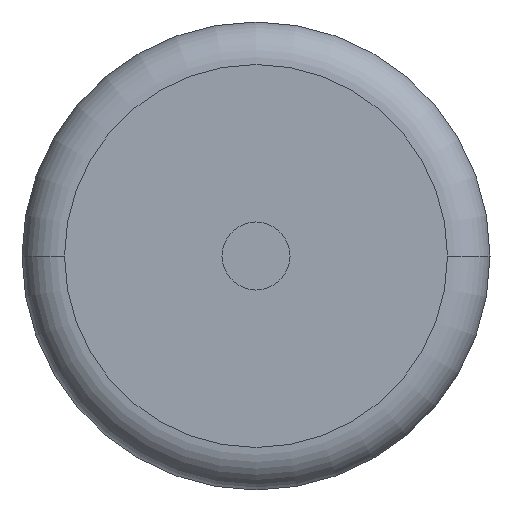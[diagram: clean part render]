
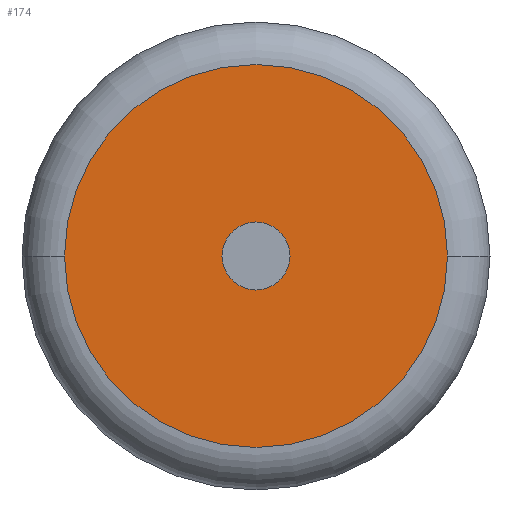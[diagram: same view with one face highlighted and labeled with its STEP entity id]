
A CAD part, left-side view. The second image highlights one B-rep face of the part: STEP entity #174.
In plain terms, the highlighted planar face has unit normal (-1, 0, 0).
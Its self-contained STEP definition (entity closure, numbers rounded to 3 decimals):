
#1=CARTESIAN_POINT('',(-5.75,0.,0.));
#2=DIRECTION('',(1.,0.,0.));
#3=DIRECTION('',(0.,-1.,0.));
#4=AXIS2_PLACEMENT_3D('',#1,#2,#3);
#6=CARTESIAN_POINT('',(-5.75,0.,0.));
#7=DIRECTION('',(1.,0.,0.));
#8=DIRECTION('',(0.,1.,0.));
#9=AXIS2_PLACEMENT_3D('',#6,#7,#8);
#11=CARTESIAN_POINT('',(-5.75,0.,0.));
#12=DIRECTION('',(-1.,0.,0.));
#13=DIRECTION('',(0.,-1.,0.));
#14=AXIS2_PLACEMENT_3D('',#11,#12,#13);
#16=CARTESIAN_POINT('',(-5.75,0.,0.));
#17=DIRECTION('',(-1.,0.,0.));
#18=DIRECTION('',(0.,1.,0.));
#19=AXIS2_PLACEMENT_3D('',#16,#17,#18);
#133=CARTESIAN_POINT('',(-5.75,-0.4,0.));
#134=CARTESIAN_POINT('',(-5.75,0.4,0.));
#135=VERTEX_POINT('',#133);
#136=VERTEX_POINT('',#134);
#149=CARTESIAN_POINT('',(-5.75,-2.25,0.));
#150=CARTESIAN_POINT('',(-5.75,2.25,0.));
#151=VERTEX_POINT('',#149);
#152=VERTEX_POINT('',#150);
#157=CARTESIAN_POINT('',(-5.75,0.,0.));
#158=DIRECTION('',(1.,0.,0.));
#159=DIRECTION('',(0.,-1.,0.));
#160=AXIS2_PLACEMENT_3D('',#157,#158,#159);
#161=PLANE('',#160);
#163=ORIENTED_EDGE('',*,*,#162,.F.);
#165=ORIENTED_EDGE('',*,*,#164,.F.);
#166=EDGE_LOOP('',(#163,#165));
#167=FACE_OUTER_BOUND('',#166,.F.);
#169=ORIENTED_EDGE('',*,*,#168,.F.);
#171=ORIENTED_EDGE('',*,*,#170,.F.);
#172=EDGE_LOOP('',(#169,#171));
#173=FACE_BOUND('',#172,.F.);
#5=CIRCLE('',#4,0.4);
#10=CIRCLE('',#9,0.4);
#15=CIRCLE('',#14,2.25);
#20=CIRCLE('',#19,2.25);
#162=EDGE_CURVE('',#151,#152,#15,.T.);
#164=EDGE_CURVE('',#152,#151,#20,.T.);
#168=EDGE_CURVE('',#135,#136,#5,.T.);
#170=EDGE_CURVE('',#136,#135,#10,.T.);
#174=ADVANCED_FACE('',(#167,#173),#161,.F.);
